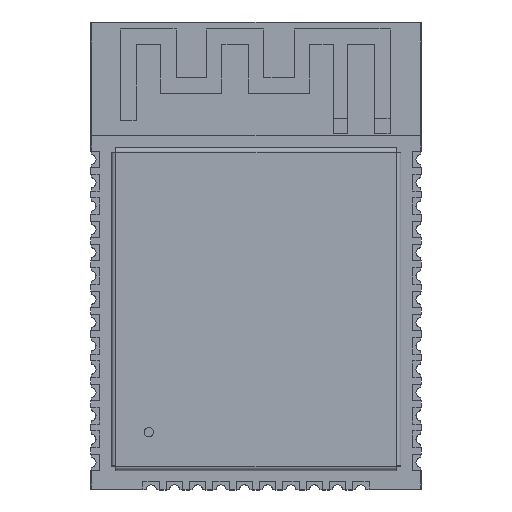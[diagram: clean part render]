
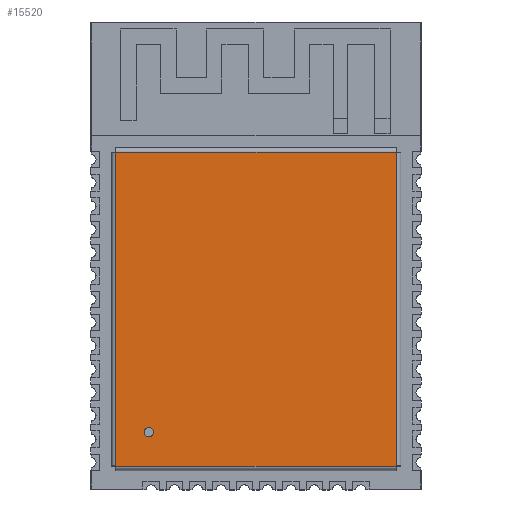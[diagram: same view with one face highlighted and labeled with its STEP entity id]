
A CAD part, top view. The second image highlights one B-rep face of the part: STEP entity #15520.
In plain terms, the highlighted planar face has unit normal (0, 0, 1).
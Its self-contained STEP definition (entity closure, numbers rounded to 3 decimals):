
#169=CIRCLE('',#16119,0.25);
#672=ORIENTED_EDGE('',*,*,#4054,.T.);
#673=ORIENTED_EDGE('',*,*,#4055,.T.);
#674=ORIENTED_EDGE('',*,*,#4056,.T.);
#675=ORIENTED_EDGE('',*,*,#4057,.F.);
#676=ORIENTED_EDGE('',*,*,#4058,.F.);
#677=ORIENTED_EDGE('',*,*,#4059,.T.);
#678=ORIENTED_EDGE('',*,*,#4060,.F.);
#679=ORIENTED_EDGE('',*,*,#4061,.F.);
#680=ORIENTED_EDGE('',*,*,#4062,.T.);
#681=ORIENTED_EDGE('',*,*,#4063,.T.);
#682=ORIENTED_EDGE('',*,*,#4064,.T.);
#683=ORIENTED_EDGE('',*,*,#4065,.T.);
#684=ORIENTED_EDGE('',*,*,#4066,.T.);
#4054=EDGE_CURVE('',#5744,#5744,#169,.T.);
#4055=EDGE_CURVE('',#5745,#5746,#6921,.T.);
#4056=EDGE_CURVE('',#5746,#5747,#6922,.F.);
#4057=EDGE_CURVE('',#5748,#5747,#6923,.T.);
#4058=EDGE_CURVE('',#5749,#5748,#6924,.T.);
#4059=EDGE_CURVE('',#5749,#5750,#6925,.F.);
#4060=EDGE_CURVE('',#5751,#5750,#6926,.T.);
#4061=EDGE_CURVE('',#5752,#5751,#6927,.T.);
#4062=EDGE_CURVE('',#5752,#5753,#6928,.F.);
#4063=EDGE_CURVE('',#5753,#5754,#6929,.T.);
#4064=EDGE_CURVE('',#5754,#5755,#6930,.T.);
#4065=EDGE_CURVE('',#5755,#5756,#6931,.F.);
#4066=EDGE_CURVE('',#5756,#5745,#6932,.T.);
#5744=VERTEX_POINT('',#20472);
#5745=VERTEX_POINT('',#20474);
#5746=VERTEX_POINT('',#20475);
#5747=VERTEX_POINT('',#20477);
#5748=VERTEX_POINT('',#20479);
#5749=VERTEX_POINT('',#20481);
#5750=VERTEX_POINT('',#20483);
#5751=VERTEX_POINT('',#20485);
#5752=VERTEX_POINT('',#20487);
#5753=VERTEX_POINT('',#20489);
#5754=VERTEX_POINT('',#20491);
#5755=VERTEX_POINT('',#20493);
#5756=VERTEX_POINT('',#20495);
#6921=LINE('',#20473,#8367);
#6922=LINE('',#20476,#8368);
#6923=LINE('',#20478,#8369);
#6924=LINE('',#20480,#8370);
#6925=LINE('',#20482,#8371);
#6926=LINE('',#20484,#8372);
#6927=LINE('',#20486,#8373);
#6928=LINE('',#20488,#8374);
#6929=LINE('',#20490,#8375);
#6930=LINE('',#20492,#8376);
#6931=LINE('',#20494,#8377);
#6932=LINE('',#20496,#8378);
#8367=VECTOR('',#17206,1000.);
#8368=VECTOR('',#17207,1000.);
#8369=VECTOR('',#17208,1000.);
#8370=VECTOR('',#17209,1000.);
#8371=VECTOR('',#17210,1000.);
#8372=VECTOR('',#17211,1000.);
#8373=VECTOR('',#17212,1000.);
#8374=VECTOR('',#17213,1000.);
#8375=VECTOR('',#17214,1000.);
#8376=VECTOR('',#17215,1000.);
#8377=VECTOR('',#17216,1000.);
#8378=VECTOR('',#17217,1000.);
#9700=EDGE_LOOP('',(#672));
#9701=EDGE_LOOP('',(#673,#674,#675,#676,#677,#678,#679,#680,#681,#682,#683,
#684));
#10309=FACE_BOUND('',#9700,.T.);
#10310=FACE_BOUND('',#9701,.T.);
#10918=PLANE('',#16118);
#15520=ADVANCED_FACE('',(#10309,#10310),#10918,.F.);
#16118=AXIS2_PLACEMENT_3D('',#20470,#17202,#17203);
#16119=AXIS2_PLACEMENT_3D('',#20471,#17204,#17205);
#17202=DIRECTION('',(0.,0.,-1.));
#17203=DIRECTION('',(-1.,0.,0.));
#17204=DIRECTION('',(0.,0.,-1.));
#17205=DIRECTION('',(1.,0.,0.));
#17206=DIRECTION('',(0.,-1.,0.));
#17207=DIRECTION('',(-1.,0.,0.));
#17208=DIRECTION('',(0.,-1.,0.));
#17209=DIRECTION('',(-1.,0.,0.));
#17210=DIRECTION('',(0.,-1.,0.));
#17211=DIRECTION('',(1.,0.,0.));
#17212=DIRECTION('',(0.,-1.,0.));
#17213=DIRECTION('',(1.,0.,0.));
#17214=DIRECTION('',(0.,-1.,0.));
#17215=DIRECTION('',(-1.,0.,0.));
#17216=DIRECTION('',(0.,1.,0.));
#17217=DIRECTION('',(1.,0.,0.));
#20470=CARTESIAN_POINT('',(0.,0.,3.1));
#20471=CARTESIAN_POINT('',(-5.834,-9.603,3.1));
#20472=CARTESIAN_POINT('',(-5.584,-9.603,3.1));
#20473=CARTESIAN_POINT('',(-7.646,0.,3.1));
#20474=CARTESIAN_POINT('',(-7.646,-11.444,3.1));
#20475=CARTESIAN_POINT('',(-7.646,-11.46,3.1));
#20476=CARTESIAN_POINT('',(7.646,-11.46,3.1));
#20477=CARTESIAN_POINT('',(7.646,-11.46,3.1));
#20478=CARTESIAN_POINT('',(7.646,0.,3.1));
#20479=CARTESIAN_POINT('',(7.646,-11.444,3.1));
#20480=CARTESIAN_POINT('',(0.,-11.444,3.1));
#20481=CARTESIAN_POINT('',(7.66,-11.444,3.1));
#20482=CARTESIAN_POINT('',(7.66,5.644,3.1));
#20483=CARTESIAN_POINT('',(7.66,5.644,3.1));
#20484=CARTESIAN_POINT('',(0.,5.644,3.1));
#20485=CARTESIAN_POINT('',(7.646,5.644,3.1));
#20486=CARTESIAN_POINT('',(7.646,0.,3.1));
#20487=CARTESIAN_POINT('',(7.646,5.66,3.1));
#20488=CARTESIAN_POINT('',(-7.646,5.66,3.1));
#20489=CARTESIAN_POINT('',(-7.646,5.66,3.1));
#20490=CARTESIAN_POINT('',(-7.646,0.,3.1));
#20491=CARTESIAN_POINT('',(-7.646,5.644,3.1));
#20492=CARTESIAN_POINT('',(0.,5.644,3.1));
#20493=CARTESIAN_POINT('',(-7.66,5.644,3.1));
#20494=CARTESIAN_POINT('',(-7.66,-11.444,3.1));
#20495=CARTESIAN_POINT('',(-7.66,-11.444,3.1));
#20496=CARTESIAN_POINT('',(0.,-11.444,3.1));
